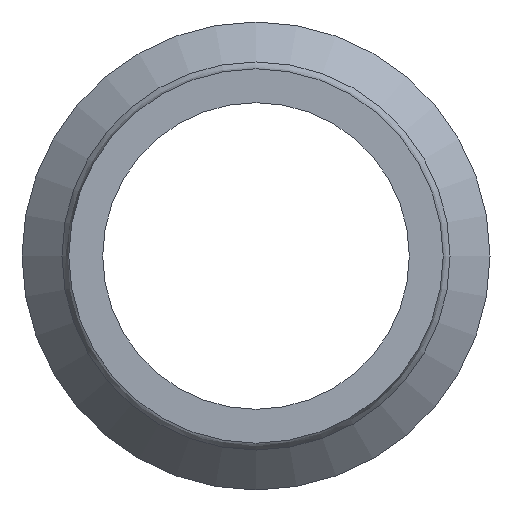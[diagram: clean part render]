
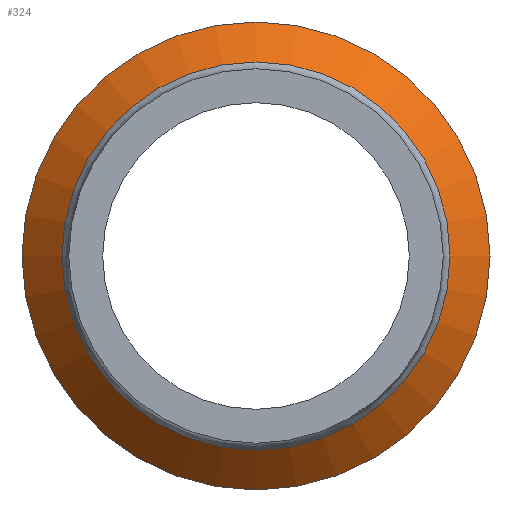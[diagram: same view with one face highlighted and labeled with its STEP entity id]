
A CAD part, left-side view. The second image highlights one B-rep face of the part: STEP entity #324.
In plain terms, the highlighted conical face has half-angle 45 degrees and reference radius 20 mm.
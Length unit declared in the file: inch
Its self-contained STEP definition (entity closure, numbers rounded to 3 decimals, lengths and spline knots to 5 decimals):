
#1 = CARTESIAN_POINT ( 'NONE',  ( 0.9775, 0., 0. ) ) ;
#21 = DIRECTION ( 'NONE',  ( 0., 0., 1. ) ) ;
#32 = CIRCLE ( 'NONE', #223, 0.65298 ) ;
#79 = CARTESIAN_POINT ( 'NONE',  ( 0.84308, 0., 0. ) ) ;
#88 = AXIS2_PLACEMENT_3D ( 'NONE', #1, #221, #201 ) ;
#91 = CIRCLE ( 'NONE', #88, 0.7874 ) ;
#120 = DIRECTION ( 'NONE',  ( 1., 0., 0. ) ) ;
#146 = ORIENTED_EDGE ( 'NONE', *, *, #365, .T. ) ;
#201 = DIRECTION ( 'NONE',  ( 0., 1., 0. ) ) ;
#205 = FACE_OUTER_BOUND ( 'NONE', #285, .T. ) ;
#216 = DIRECTION ( 'NONE',  ( 1., 0., 0. ) ) ;
#221 = DIRECTION ( 'NONE',  ( -1., 0., 0. ) ) ;
#223 = AXIS2_PLACEMENT_3D ( 'NONE', #79, #120, #21 ) ;
#238 = EDGE_CURVE ( 'NONE', #312, #312, #32, .T. ) ;
#242 = VERTEX_POINT ( 'NONE', #363 ) ;
#285 = EDGE_LOOP ( 'NONE', ( #146 ) ) ;
#296 = FACE_BOUND ( 'NONE', #349, .T. ) ;
#312 = VERTEX_POINT ( 'NONE', #364 ) ;
#324 = ADVANCED_FACE ( 'NONE', ( #296, #205 ), #333, .T. ) ;
#333 = CONICAL_SURFACE ( 'NONE', #376, 0.7874, 0.785 ) ;
#349 = EDGE_LOOP ( 'NONE', ( #412 ) ) ;
#351 = CARTESIAN_POINT ( 'NONE',  ( 0.9775, 0., 0. ) ) ;
#363 = CARTESIAN_POINT ( 'NONE',  ( 0.9775, 0.7874, 0. ) ) ;
#364 = CARTESIAN_POINT ( 'NONE',  ( 0.84308, 0., 0.65298 ) ) ;
#365 = EDGE_CURVE ( 'NONE', #242, #242, #91, .T. ) ;
#376 = AXIS2_PLACEMENT_3D ( 'NONE', #351, #216, #386 ) ;
#386 = DIRECTION ( 'NONE',  ( 0., 0., -1. ) ) ;
#412 = ORIENTED_EDGE ( 'NONE', *, *, #238, .T. ) ;
